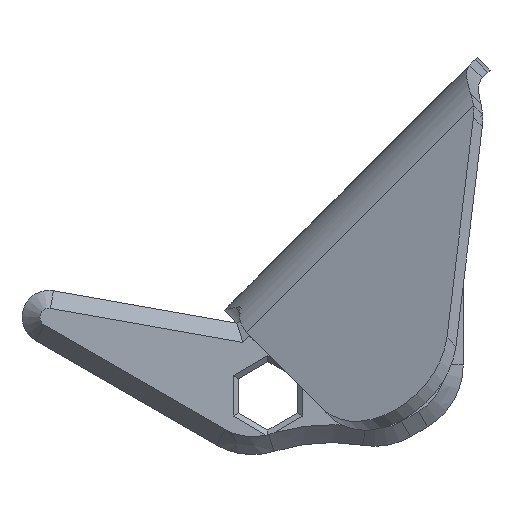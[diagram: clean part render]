
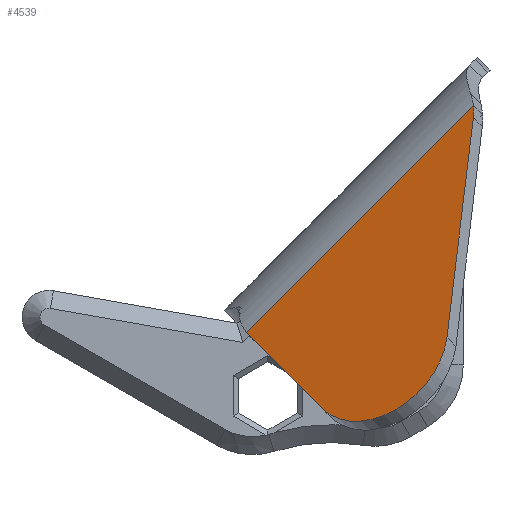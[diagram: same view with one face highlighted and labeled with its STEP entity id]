
A CAD part, left-side view. The second image highlights one B-rep face of the part: STEP entity #4539.
In plain terms, the highlighted planar face has unit normal (-0.707, 0.5, 0.5).
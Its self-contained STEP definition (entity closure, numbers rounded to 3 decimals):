
#85 = EDGE_CURVE ( 'NONE', #7520, #6658, #2718, .T. ) ;
#128 = VECTOR ( 'NONE', #4873, 1000. ) ;
#432 = CIRCLE ( 'NONE', #7406, 8. ) ;
#631 = EDGE_CURVE ( 'NONE', #6165, #6781, #2386, .T. ) ;
#994 = VERTEX_POINT ( 'NONE', #3422 ) ;
#1078 = EDGE_CURVE ( 'NONE', #3428, #994, #2103, .T. ) ;
#1291 = ORIENTED_EDGE ( 'NONE', *, *, #5222, .F. ) ;
#1569 = CIRCLE ( 'NONE', #6403, 8. ) ;
#1824 = DIRECTION ( 'NONE',  ( 0., 0.707, -0.707 ) ) ;
#2003 = CARTESIAN_POINT ( 'NONE',  ( -88.361, 19.015, 109.946 ) ) ;
#2103 = LINE ( 'NONE', #2003, #128 ) ;
#2168 = EDGE_LOOP ( 'NONE', ( #3238, #1291, #5642, #7825, #6670, #8314 ) ) ;
#2176 = EDGE_CURVE ( 'NONE', #994, #6658, #432, .T. ) ;
#2386 = LINE ( 'NONE', #4322, #6127 ) ;
#2718 = LINE ( 'NONE', #2771, #8845 ) ;
#2771 = CARTESIAN_POINT ( 'NONE',  ( -101.515, 9.713, 100.645 ) ) ;
#2952 = CIRCLE ( 'NONE', #4136, 8.876 ) ;
#3238 = ORIENTED_EDGE ( 'NONE', *, *, #631, .T. ) ;
#3422 = CARTESIAN_POINT ( 'NONE',  ( -101.813, 9.502, 100.434 ) ) ;
#3428 = VERTEX_POINT ( 'NONE', #5439 ) ;
#3642 = CARTESIAN_POINT ( 'NONE',  ( -101.515, -15.664, 126.022 ) ) ;
#3783 = CARTESIAN_POINT ( 'NONE',  ( -113.523, -5.054, 98.43 ) ) ;
#3977 = DIRECTION ( 'NONE',  ( 0., 0.707, -0.707 ) ) ;
#4136 = AXIS2_PLACEMENT_3D ( 'NONE', #3783, #4650, #5959 ) ;
#4313 = DIRECTION ( 'NONE',  ( 0.707, -0.5, -0.5 ) ) ;
#4322 = CARTESIAN_POINT ( 'NONE',  ( -98.46, -16.411, 131.089 ) ) ;
#4362 = PLANE ( 'NONE',  #6998 ) ;
#4450 = CARTESIAN_POINT ( 'NONE',  ( -88.361, 64.48, 64.48 ) ) ;
#4539 = ADVANCED_FACE ( 'NONE', ( #8800 ), #4362, .F. ) ;
#4650 = DIRECTION ( 'NONE',  ( 0.707, -0.5, -0.5 ) ) ;
#4873 = DIRECTION ( 'NONE',  ( 0.707, 0.5, 0.5 ) ) ;
#5222 = EDGE_CURVE ( 'NONE', #7520, #6781, #1569, .T. ) ;
#5439 = CARTESIAN_POINT ( 'NONE',  ( -113.523, 1.222, 92.154 ) ) ;
#5586 = DIRECTION ( 'NONE',  ( 0., 0.707, -0.707 ) ) ;
#5642 = ORIENTED_EDGE ( 'NONE', *, *, #85, .T. ) ;
#5959 = DIRECTION ( 'NONE',  ( 0.577, 0., 0.816 ) ) ;
#6010 = CARTESIAN_POINT ( 'NONE',  ( -117.722, -12.688, 100.125 ) ) ;
#6104 = EDGE_CURVE ( 'NONE', #6165, #3428, #2952, .T. ) ;
#6127 = VECTOR ( 'NONE', #8680, 1000. ) ;
#6133 = CARTESIAN_POINT ( 'NONE',  ( -98.657, -8.761, 123.16 ) ) ;
#6165 = VERTEX_POINT ( 'NONE', #6010 ) ;
#6177 = CARTESIAN_POINT ( 'NONE',  ( -101.813, 3.845, 106.091 ) ) ;
#6276 = CARTESIAN_POINT ( 'NONE',  ( -101.515, 9.705, 100.653 ) ) ;
#6403 = AXIS2_PLACEMENT_3D ( 'NONE', #6133, #7577, #1824 ) ;
#6428 = DIRECTION ( 'NONE',  ( 0.707, -0.5, -0.5 ) ) ;
#6555 = DIRECTION ( 'NONE',  ( 0.577, 0., 0.816 ) ) ;
#6658 = VERTEX_POINT ( 'NONE', #6276 ) ;
#6670 = ORIENTED_EDGE ( 'NONE', *, *, #1078, .F. ) ;
#6781 = VERTEX_POINT ( 'NONE', #7295 ) ;
#6998 = AXIS2_PLACEMENT_3D ( 'NONE', #4450, #4313, #6555 ) ;
#7295 = CARTESIAN_POINT ( 'NONE',  ( -102.443, -15.641, 124.687 ) ) ;
#7406 = AXIS2_PLACEMENT_3D ( 'NONE', #6177, #6428, #3977 ) ;
#7520 = VERTEX_POINT ( 'NONE', #3642 ) ;
#7577 = DIRECTION ( 'NONE',  ( 0.707, -0.5, -0.5 ) ) ;
#7825 = ORIENTED_EDGE ( 'NONE', *, *, #2176, .F. ) ;
#8314 = ORIENTED_EDGE ( 'NONE', *, *, #6104, .F. ) ;
#8680 = DIRECTION ( 'NONE',  ( 0.525, -0.102, 0.845 ) ) ;
#8800 = FACE_OUTER_BOUND ( 'NONE', #2168, .T. ) ;
#8845 = VECTOR ( 'NONE', #5586, 1000. ) ;
